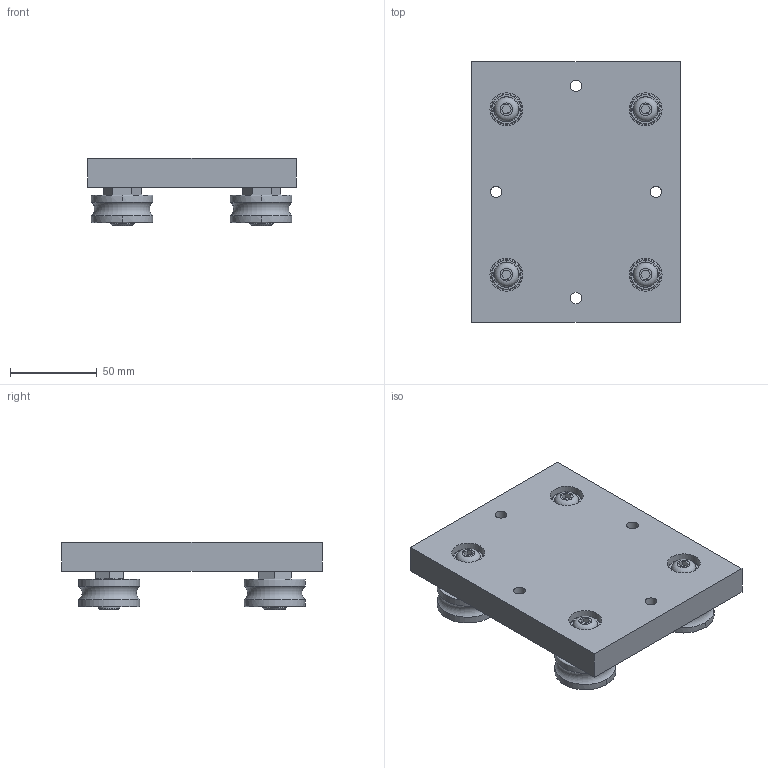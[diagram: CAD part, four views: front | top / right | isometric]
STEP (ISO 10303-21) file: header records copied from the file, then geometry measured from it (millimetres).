
FILE_DESCRIPTION(/* description */ ('CARRELLO GD10 120X17X150 4 ROT.3516'),/* implementation_level */ '2;1');
FILE_NAME(/* name */ 'GCARO0000025.stp',/* time_stamp */ '2022-07-27T14:43:24+02:00',/* author */ ('tecnico3.vi'),/* organization */ (''),/* preprocessor_version */ 'ST-DEVELOPER v18.1',/* originating_system */ 'Autodesk Inventor 2022',/* authorisation */ '');
FILE_SCHEMA (('AUTOMOTIVE_DESIGN { 1 0 10303 214 3 1 1 }'));
Length unit declared in the file: millimetre
Products named in the file (7): DM60CA0010-A; DM70CT0019-A; DM23.535.00E; 80RT00001; DPERO0000040; 23.535.00C; DM80VI0093-A
Assembly tree (11 placements, depth 3):
  DM60CA0010-A
    DM70CT0019-A
    DM23.535.00E  x2
      80RT00001
      DPERO0000040
    23.535.00C  x2
    DM80VI0093-A  x4
Bounding box: 120 x 150 x 38.55 mm (x, y, z)
Volume: 352485.8 mm3; surface area: 74473.7 mm2
Topology: 11 solids, 11 shells, 242 faces, 514 edges, 318 vertices
Faces by surface type: plane 116, cylinder 54, cone 40, torus 24, bspline 8
Full cylindrical faces by diameter (mm): 6.647 x10, 8 x4, 9 x2, 11.999 x2, 12 x12, 14 x4, 17.5 x4, 18 x4, 19 x4, 28 x4, 35 x4
Entity records: 3688 total; most frequent: CARTESIAN_POINT 827, DIRECTION 587, ORIENTED_EDGE 472, AXIS2_PLACEMENT_3D 245, EDGE_CURVE 236, EDGE_LOOP 151, VERTEX_POINT 148, CIRCLE 116
